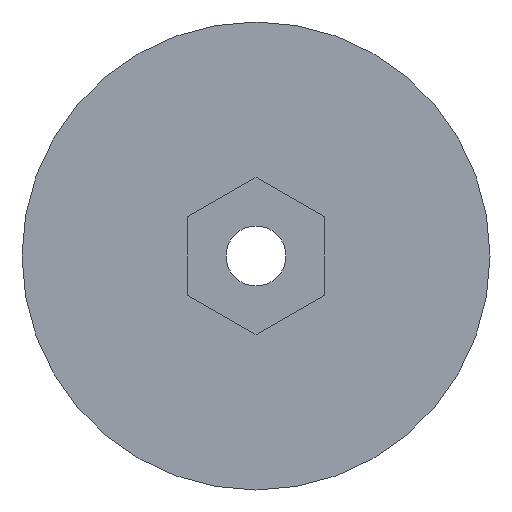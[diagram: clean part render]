
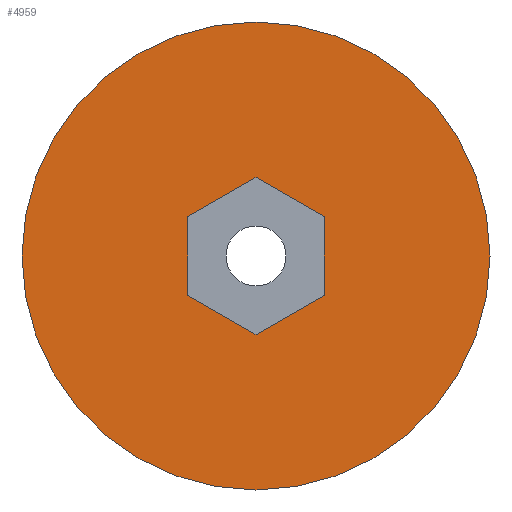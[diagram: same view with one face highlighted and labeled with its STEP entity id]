
A CAD part, left-side view. The second image highlights one B-rep face of the part: STEP entity #4959.
In plain terms, the highlighted planar face has unit normal (-1, 0, 0).
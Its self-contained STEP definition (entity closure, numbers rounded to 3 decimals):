
#115=CARTESIAN_POINT('',(0.,0.,0.));
#116=DIRECTION('',(-1.,0.,0.));
#117=DIRECTION('',(0.,1.,0.));
#118=AXIS2_PLACEMENT_3D('',#115,#116,#117);
#120=CARTESIAN_POINT('',(0.,0.,0.));
#121=DIRECTION('',(-1.,0.,0.));
#122=DIRECTION('',(0.,-1.,0.));
#123=AXIS2_PLACEMENT_3D('',#120,#121,#122);
#125=DIRECTION('',(0.,-0.866,-0.5));
#126=VECTOR('',#125,1.732);
#127=CARTESIAN_POINT('',(0.,0.,1.732));
#128=LINE('',#127,#126);
#129=DIRECTION('',(0.,-0.866,0.5));
#130=VECTOR('',#129,1.732);
#131=CARTESIAN_POINT('',(0.,1.5,0.866));
#132=LINE('',#131,#130);
#133=DIRECTION('',(0.,0.,1.));
#134=VECTOR('',#133,1.732);
#135=CARTESIAN_POINT('',(0.,1.5,-0.866));
#136=LINE('',#135,#134);
#137=DIRECTION('',(0.,0.866,0.5));
#138=VECTOR('',#137,1.732);
#139=CARTESIAN_POINT('',(0.,0.,-1.732));
#140=LINE('',#139,#138);
#141=DIRECTION('',(0.,0.866,-0.5));
#142=VECTOR('',#141,1.732);
#143=CARTESIAN_POINT('',(0.,-1.5,-0.866));
#144=LINE('',#143,#142);
#145=DIRECTION('',(0.,0.,-1.));
#146=VECTOR('',#145,1.732);
#147=CARTESIAN_POINT('',(0.,-1.5,0.866));
#148=LINE('',#147,#146);
#4861=CARTESIAN_POINT('',(0.,0.,1.732));
#4862=CARTESIAN_POINT('',(0.,-1.5,0.866));
#4863=VERTEX_POINT('',#4861);
#4864=VERTEX_POINT('',#4862);
#4865=CARTESIAN_POINT('',(0.,-1.5,-0.866));
#4866=VERTEX_POINT('',#4865);
#4867=CARTESIAN_POINT('',(0.,0.,-1.732));
#4868=VERTEX_POINT('',#4867);
#4869=CARTESIAN_POINT('',(0.,1.5,-0.866));
#4870=VERTEX_POINT('',#4869);
#4871=CARTESIAN_POINT('',(0.,1.5,0.866));
#4872=VERTEX_POINT('',#4871);
#4889=CARTESIAN_POINT('',(0.,5.158,0.));
#4890=CARTESIAN_POINT('',(0.,-5.158,0.));
#4891=VERTEX_POINT('',#4889);
#4892=VERTEX_POINT('',#4890);
#4934=CARTESIAN_POINT('',(0.,0.,0.));
#4935=DIRECTION('',(1.,0.,0.));
#4936=DIRECTION('',(0.,-1.,0.));
#4937=AXIS2_PLACEMENT_3D('',#4934,#4935,#4936);
#4938=PLANE('',#4937);
#4940=ORIENTED_EDGE('',*,*,#4939,.F.);
#4942=ORIENTED_EDGE('',*,*,#4941,.F.);
#4943=EDGE_LOOP('',(#4940,#4942));
#4944=FACE_OUTER_BOUND('',#4943,.F.);
#4946=ORIENTED_EDGE('',*,*,#4945,.F.);
#4948=ORIENTED_EDGE('',*,*,#4947,.F.);
#4950=ORIENTED_EDGE('',*,*,#4949,.F.);
#4952=ORIENTED_EDGE('',*,*,#4951,.F.);
#4954=ORIENTED_EDGE('',*,*,#4953,.F.);
#4956=ORIENTED_EDGE('',*,*,#4955,.F.);
#4957=EDGE_LOOP('',(#4946,#4948,#4950,#4952,#4954,#4956));
#4958=FACE_BOUND('',#4957,.F.);
#119=CIRCLE('',#118,5.158);
#124=CIRCLE('',#123,5.158);
#4939=EDGE_CURVE('',#4891,#4892,#119,.T.);
#4941=EDGE_CURVE('',#4892,#4891,#124,.T.);
#4945=EDGE_CURVE('',#4863,#4864,#128,.T.);
#4947=EDGE_CURVE('',#4872,#4863,#132,.T.);
#4949=EDGE_CURVE('',#4870,#4872,#136,.T.);
#4951=EDGE_CURVE('',#4868,#4870,#140,.T.);
#4953=EDGE_CURVE('',#4866,#4868,#144,.T.);
#4955=EDGE_CURVE('',#4864,#4866,#148,.T.);
#4959=ADVANCED_FACE('',(#4944,#4958),#4938,.F.);
